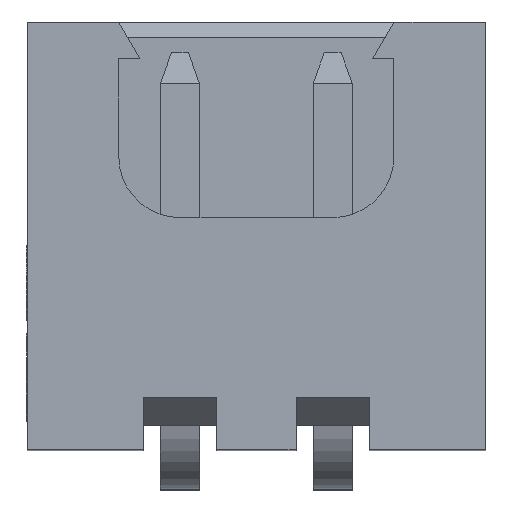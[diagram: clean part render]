
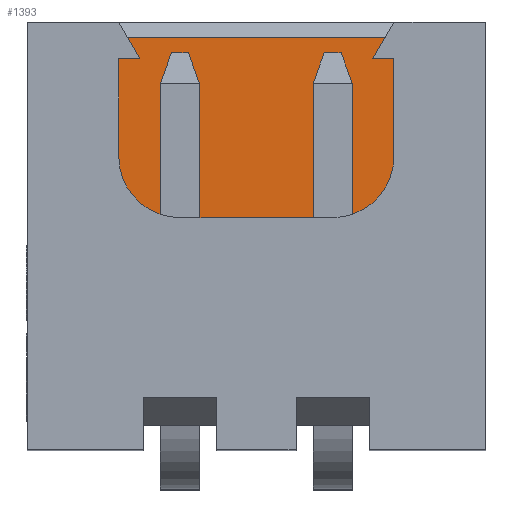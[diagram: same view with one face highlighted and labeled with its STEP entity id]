
A CAD part, top view. The second image highlights one B-rep face of the part: STEP entity #1393.
In plain terms, the highlighted planar face has unit normal (0, 0, 1).
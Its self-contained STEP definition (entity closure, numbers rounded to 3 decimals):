
#398 = VERTEX_POINT ( 'NONE', #2164 ) ;
#616 = CARTESIAN_POINT ( 'NONE',  ( -2.95, -1.3, -2.15 ) ) ;
#655 = PLANE ( 'NONE',  #8894 ) ;
#666 = EDGE_CURVE ( 'NONE', #9267, #398, #7450, .T. ) ;
#1231 = CARTESIAN_POINT ( 'NONE',  ( -2.95, 3.25, -2.15 ) ) ;
#1393 = ADVANCED_FACE ( 'NONE', ( #10097 ), #655, .F. ) ;
#1600 = LINE ( 'NONE', #2798, #6817 ) ;
#1657 = VERTEX_POINT ( 'NONE', #13303 ) ;
#1944 = CARTESIAN_POINT ( 'NONE',  ( 2.95, -1.3, -2.15 ) ) ;
#2161 = CARTESIAN_POINT ( 'NONE',  ( -2.95, 3.25, -2.15 ) ) ;
#2164 = CARTESIAN_POINT ( 'NONE',  ( -2.95, -1.3, -2.15 ) ) ;
#2416 = ORIENTED_EDGE ( 'NONE', *, *, #8022, .F. ) ;
#2756 = CARTESIAN_POINT ( 'NONE',  ( 2.95, -1.5, -2.15 ) ) ;
#2798 = CARTESIAN_POINT ( 'NONE',  ( -2.95, -1.5, -2.15 ) ) ;
#4309 = ORIENTED_EDGE ( 'NONE', *, *, #4339, .T. ) ;
#4339 = EDGE_CURVE ( 'NONE', #1657, #8282, #12554, .T. ) ;
#5108 = DIRECTION ( 'NONE',  ( 0., 1., 0. ) ) ;
#5228 = DIRECTION ( 'NONE',  ( -1., 0., 0. ) ) ;
#5261 = DIRECTION ( 'NONE',  ( 0., 1., 0. ) ) ;
#6445 = VECTOR ( 'NONE', #5108, 1000. ) ;
#6817 = VECTOR ( 'NONE', #7288, 1000. ) ;
#7288 = DIRECTION ( 'NONE',  ( 0., 1., 0. ) ) ;
#7450 = LINE ( 'NONE', #616, #12676 ) ;
#7554 = CARTESIAN_POINT ( 'NONE',  ( 2.95, -1.5, -2.15 ) ) ;
#7616 = VECTOR ( 'NONE', #10151, 1000. ) ;
#7698 = DIRECTION ( 'NONE',  ( 0., 0., -1. ) ) ;
#8022 = EDGE_CURVE ( 'NONE', #398, #8282, #1600, .T. ) ;
#8084 = EDGE_LOOP ( 'NONE', ( #2416, #11163, #13233, #4309 ) ) ;
#8282 = VERTEX_POINT ( 'NONE', #2161 ) ;
#8894 = AXIS2_PLACEMENT_3D ( 'NONE', #7554, #7698, #5261 ) ;
#9267 = VERTEX_POINT ( 'NONE', #1944 ) ;
#9584 = LINE ( 'NONE', #2756, #6445 ) ;
#10097 = FACE_OUTER_BOUND ( 'NONE', #8084, .T. ) ;
#10151 = DIRECTION ( 'NONE',  ( -1., 0., 0. ) ) ;
#11163 = ORIENTED_EDGE ( 'NONE', *, *, #666, .F. ) ;
#11199 = EDGE_CURVE ( 'NONE', #9267, #1657, #9584, .T. ) ;
#12554 = LINE ( 'NONE', #1231, #7616 ) ;
#12676 = VECTOR ( 'NONE', #5228, 1000. ) ;
#13233 = ORIENTED_EDGE ( 'NONE', *, *, #11199, .T. ) ;
#13303 = CARTESIAN_POINT ( 'NONE',  ( 2.95, 3.25, -2.15 ) ) ;
